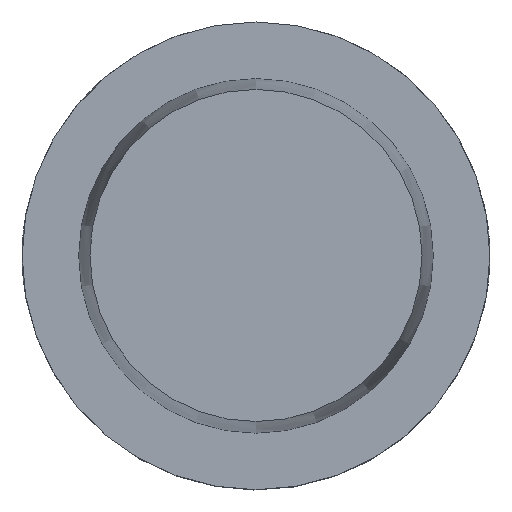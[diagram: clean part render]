
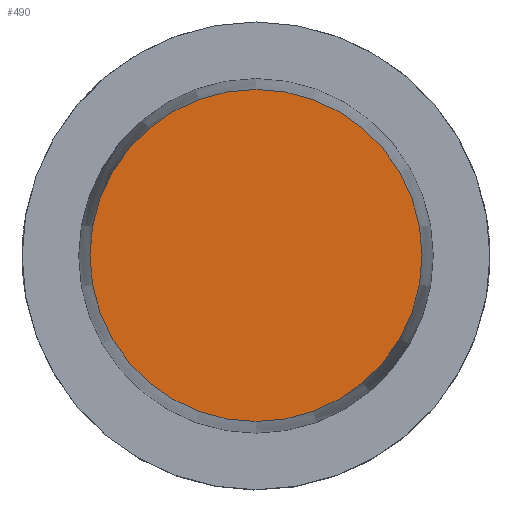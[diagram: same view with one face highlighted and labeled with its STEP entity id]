
A CAD part, top view. The second image highlights one B-rep face of the part: STEP entity #490.
In plain terms, the highlighted planar face has unit normal (0, 0, 1).
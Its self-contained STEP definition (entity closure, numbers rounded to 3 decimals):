
#317=EDGE_CURVE('240[2]',#746,#746,#747,.T.);
#490=ADVANCED_FACE('240[2]',(#960),#961,.T.);
#746=VERTEX_POINT('',#1390);
#747=CIRCLE('',#1391,35.5);
#960=FACE_OUTER_BOUND('',#1809,.T.);
#961=PLANE('',#1810);
#1390=CARTESIAN_POINT('',(0.,35.5,50.0));
#1391=AXIS2_PLACEMENT_3D('',#2057,#2058,#2059);
#1809=EDGE_LOOP('',(#2352));
#1810=AXIS2_PLACEMENT_3D('',#2353,#2354,#2355);
#2057=CARTESIAN_POINT('',(0.,0.,50.0));
#2058=DIRECTION('',(0.,0.,-1.0));
#2059=DIRECTION('',(0.,1.0,0.));
#2352=ORIENTED_EDGE('',*,*,#317,.F.);
#2353=CARTESIAN_POINT('',(0.,17.75,50.0));
#2354=DIRECTION('',(0.,0.,1.0));
#2355=DIRECTION('',(1.0,0.,0.0));
